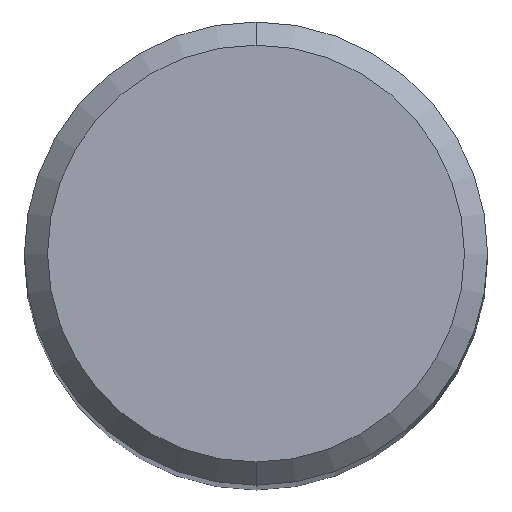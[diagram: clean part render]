
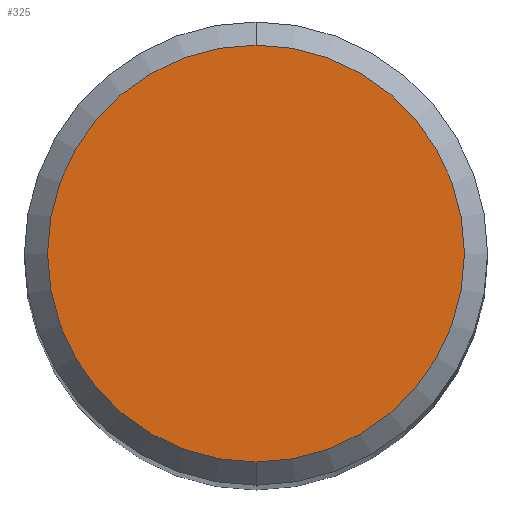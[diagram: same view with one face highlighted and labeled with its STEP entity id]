
A CAD part, top view. The second image highlights one B-rep face of the part: STEP entity #325.
In plain terms, the highlighted planar face has unit normal (0, 0, 1).
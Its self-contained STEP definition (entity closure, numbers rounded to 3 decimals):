
#325=ADVANCED_FACE('',(#642),#643,.T.);
#347=VERTEX_POINT('',#668);
#355=VERTEX_POINT('',#677);
#371=EDGE_CURVE('',#347,#355,#694,.T.);
#417=EDGE_CURVE('',#355,#347,#747,.T.);
#642=FACE_OUTER_BOUND('',#1186,.T.);
#643=PLANE('',#1187);
#668=CARTESIAN_POINT('',(0.,-3.6,0.));
#677=CARTESIAN_POINT('',(0.0,3.6,0.));
#694=CIRCLE('',#1259,3.6);
#747=CIRCLE('',#1333,3.6);
#1186=EDGE_LOOP('',(#1597,#1598));
#1187=AXIS2_PLACEMENT_3D('',#1599,#1600,#1601);
#1259=AXIS2_PLACEMENT_3D('',#1648,#1649,#1650);
#1333=AXIS2_PLACEMENT_3D('',#1733,#1734,#1735);
#1597=ORIENTED_EDGE('',*,*,#417,.F.);
#1598=ORIENTED_EDGE('',*,*,#371,.F.);
#1599=CARTESIAN_POINT('',(0.0,1.8,0.));
#1600=DIRECTION('',(-0.0,0.0,1.0));
#1601=DIRECTION('',(0.0,-1.0,0.0));
#1648=CARTESIAN_POINT('',(0.0,0.0,0.));
#1649=DIRECTION('',(0.0,0.0,-1.0));
#1650=DIRECTION('',(0.0,1.0,0.0));
#1733=CARTESIAN_POINT('',(0.0,0.0,0.));
#1734=DIRECTION('',(0.0,0.0,-1.0));
#1735=DIRECTION('',(0.0,1.0,0.0));
